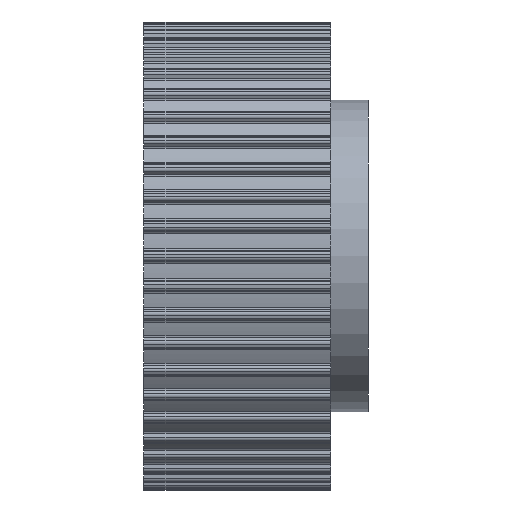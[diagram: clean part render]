
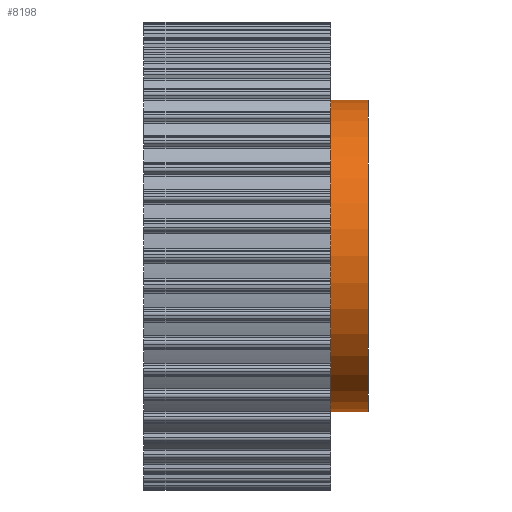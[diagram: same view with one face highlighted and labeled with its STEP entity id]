
A CAD part, front view. The second image highlights one B-rep face of the part: STEP entity #8198.
In plain terms, the highlighted cylindrical face has radius 25 mm (diameter 50 mm), a partial arc.
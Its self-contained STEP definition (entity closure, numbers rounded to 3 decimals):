
#4118=CARTESIAN_POINT('',(30.,0.,25.));
#4119=VERTEX_POINT('',#4118);
#4120=CARTESIAN_POINT('',(30.,-0.,-25.));
#4121=VERTEX_POINT('',#4120);
#4122=CARTESIAN_POINT('',(30.,0.,0.));
#4123=DIRECTION('',(1.,0.,0.));
#4124=DIRECTION('',(0.,0.,-1.));
#4125=AXIS2_PLACEMENT_3D('',#4122,#4123,#4124);
#4126=CIRCLE('',#4125,25.);
#4127=EDGE_CURVE('',#4119,#4121,#4126,.T.);
#8167=CARTESIAN_POINT('',(36.,0.,0.));
#8168=DIRECTION('',(1.,0.,0.));
#8169=DIRECTION('',(0.,0.,-1.));
#8170=AXIS2_PLACEMENT_3D('',#8167,#8168,#8169);
#8171=CYLINDRICAL_SURFACE('',#8170,25.);
#8172=CARTESIAN_POINT('',(36.,0.,25.));
#8173=VERTEX_POINT('',#8172);
#8174=CARTESIAN_POINT('',(36.,0.,25.));
#8175=DIRECTION('',(-1.,-0.,0.));
#8176=VECTOR('',#8175,6.);
#8177=LINE('',#8174,#8176);
#8178=EDGE_CURVE('',#8173,#4119,#8177,.T.);
#8179=ORIENTED_EDGE('',*,*,#8178,.T.);
#8180=ORIENTED_EDGE('',*,*,#4127,.T.);
#8181=CARTESIAN_POINT('',(36.,-0.,-25.));
#8182=VERTEX_POINT('',#8181);
#8183=CARTESIAN_POINT('',(36.,0.,-25.));
#8184=DIRECTION('',(-1.,-0.,0.));
#8185=VECTOR('',#8184,6.);
#8186=LINE('',#8183,#8185);
#8187=EDGE_CURVE('',#8182,#4121,#8186,.T.);
#8188=ORIENTED_EDGE('',*,*,#8187,.F.);
#8189=CARTESIAN_POINT('',(36.,0.,0.));
#8190=DIRECTION('',(1.,0.,0.));
#8191=DIRECTION('',(0.,0.,-1.));
#8192=AXIS2_PLACEMENT_3D('',#8189,#8190,#8191);
#8193=CIRCLE('',#8192,25.);
#8194=EDGE_CURVE('',#8173,#8182,#8193,.T.);
#8195=ORIENTED_EDGE('',*,*,#8194,.F.);
#8196=EDGE_LOOP('',(#8179,#8180,#8188,#8195));
#8197=FACE_BOUND('',#8196,.T.);
#8198=ADVANCED_FACE('',(#8197),#8171,.T.);
